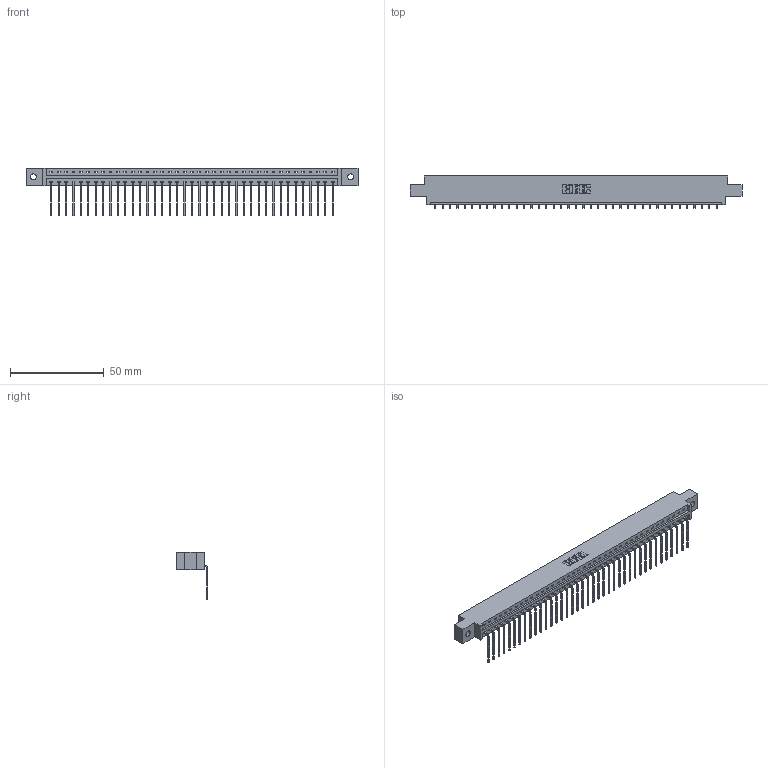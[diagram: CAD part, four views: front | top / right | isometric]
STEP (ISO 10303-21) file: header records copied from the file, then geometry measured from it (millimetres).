
FILE_DESCRIPTION (( 'STEP AP203' ), '1' );
FILE_NAME ('387-039-559-602.STEP', '2019-10-04T18:13:02', ( '' ), ( '' ), 'SwSTEP 2.0', 'SolidWorks 2016', '' );
FILE_SCHEMA (( 'CONFIG_CONTROL_DESIGN' ));
Length unit declared in the file: inch
Products named in the file (3): 345-292-001_558 559 Tail - 1; 387-039-559-602; 337 Part_0.170 Offset - 0.128 Dia
Assembly tree (40 placements, depth 2):
  387-039-559-602
    337 Part_0.170 Offset - 0.128 Dia
    345-292-001_558 559 Tail - 1  x39
Bounding box: 177.55 x 17.09 x 25.53 mm (x, y, z)
Volume: 18391.1 mm3; surface area: 19612.7 mm2
Topology: 40 solids, 40 shells, 2614 faces, 7889 edges, 5206 vertices
Faces by surface type: plane 1946, cylinder 668
Entity records: 29597 total; most frequent: CARTESIAN_POINT 5163, ORIENTED_EDGE 5138, DIRECTION 4351, EDGE_CURVE 2569, LINE 2441, VECTOR 2441, VERTEX_POINT 1710, AXIS2_PLACEMENT_3D 955
